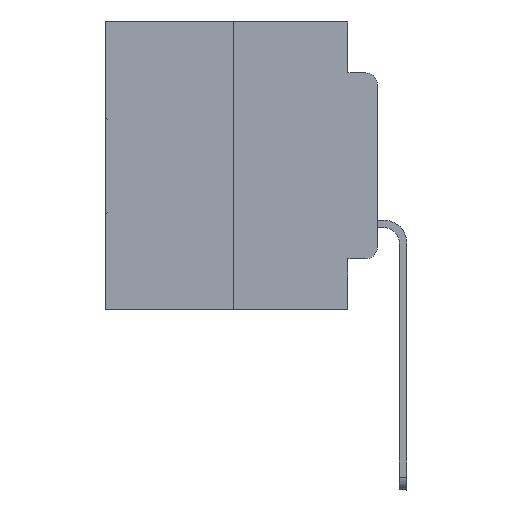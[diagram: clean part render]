
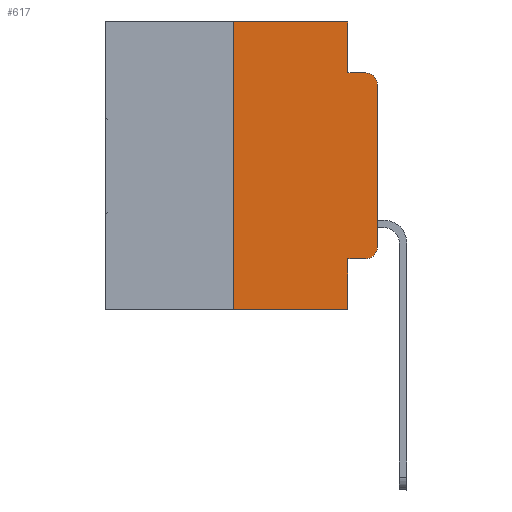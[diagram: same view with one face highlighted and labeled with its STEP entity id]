
A CAD part, left-side view. The second image highlights one B-rep face of the part: STEP entity #617.
In plain terms, the highlighted planar face has unit normal (-1, 0, 0).
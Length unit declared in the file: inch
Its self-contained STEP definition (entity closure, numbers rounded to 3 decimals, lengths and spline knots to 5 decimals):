
#613 = EDGE_CURVE ( 'NONE', #26015, #13952, #19786, .T. ) ;
#617 = ADVANCED_FACE ( 'NONE', ( #16972 ), #5681, .F. ) ;
#1028 = CARTESIAN_POINT ( 'NONE',  ( 0., 0., 0. ) ) ;
#1213 = EDGE_CURVE ( 'NONE', #12543, #12897, #27635, .T. ) ;
#1536 = EDGE_LOOP ( 'NONE', ( #5892, #29680, #10031, #29241, #26949, #8392, #25970, #24732, #17039, #24410 ) ) ;
#1638 = AXIS2_PLACEMENT_3D ( 'NONE', #17605, #15129, #7866 ) ;
#1706 = DIRECTION ( 'NONE',  ( 0., 0., -1. ) ) ;
#1899 = VECTOR ( 'NONE', #27250, 39.37008 ) ;
#2145 = CIRCLE ( 'NONE', #1638, 0.02 ) ;
#2249 = DIRECTION ( 'NONE',  ( 0., -1., 0. ) ) ;
#2406 = VECTOR ( 'NONE', #19780, 39.37008 ) ;
#2732 = LINE ( 'NONE', #14490, #2406 ) ;
#2826 = VERTEX_POINT ( 'NONE', #9570 ) ;
#3155 = VERTEX_POINT ( 'NONE', #18810 ) ;
#3365 = DIRECTION ( 'NONE',  ( 0., 0., -1. ) ) ;
#3934 = AXIS2_PLACEMENT_3D ( 'NONE', #15114, #28798, #17589 ) ;
#4355 = CARTESIAN_POINT ( 'NONE',  ( 0., 0.02, -0.1085 ) ) ;
#5681 = PLANE ( 'NONE',  #3934 ) ;
#5735 = EDGE_CURVE ( 'NONE', #2826, #12897, #2732, .T. ) ;
#5819 = CARTESIAN_POINT ( 'NONE',  ( 0., 0.473, -0.5 ) ) ;
#5892 = ORIENTED_EDGE ( 'NONE', *, *, #17574, .T. ) ;
#5946 = VERTEX_POINT ( 'NONE', #10458 ) ;
#6146 = DIRECTION ( 'NONE',  ( 0., 0., 1. ) ) ;
#7235 = EDGE_CURVE ( 'NONE', #12605, #13952, #22263, .T. ) ;
#7278 = CARTESIAN_POINT ( 'NONE',  ( 0., 0.25, -0.5 ) ) ;
#7405 = LINE ( 'NONE', #24146, #18714 ) ;
#7708 = DIRECTION ( 'NONE',  ( 0., -1., 0. ) ) ;
#7866 = DIRECTION ( 'NONE',  ( 0., 0., -1. ) ) ;
#8113 = VERTEX_POINT ( 'NONE', #27310 ) ;
#8392 = ORIENTED_EDGE ( 'NONE', *, *, #24662, .F. ) ;
#9132 = CARTESIAN_POINT ( 'NONE',  ( 0., 0.051, 0. ) ) ;
#9570 = CARTESIAN_POINT ( 'NONE',  ( 0., 0.051, -0.0885 ) ) ;
#10031 = ORIENTED_EDGE ( 'NONE', *, *, #5735, .F. ) ;
#10458 = CARTESIAN_POINT ( 'NONE',  ( 0., 0.051, 0. ) ) ;
#10932 = LINE ( 'NONE', #13103, #13051 ) ;
#12103 = VERTEX_POINT ( 'NONE', #24214 ) ;
#12543 = VERTEX_POINT ( 'NONE', #23408 ) ;
#12605 = VERTEX_POINT ( 'NONE', #7278 ) ;
#12833 = CARTESIAN_POINT ( 'NONE',  ( 0., 0.051, -0.5 ) ) ;
#12897 = VERTEX_POINT ( 'NONE', #22918 ) ;
#13051 = VECTOR ( 'NONE', #6146, 39.37008 ) ;
#13103 = CARTESIAN_POINT ( 'NONE',  ( 0., 0.25, 0. ) ) ;
#13952 = VERTEX_POINT ( 'NONE', #12833 ) ;
#14164 = LINE ( 'NONE', #23650, #15044 ) ;
#14349 = EDGE_CURVE ( 'NONE', #5946, #2826, #28227, .T. ) ;
#14490 = CARTESIAN_POINT ( 'NONE',  ( 0., 0.051, -0.0885 ) ) ;
#15044 = VECTOR ( 'NONE', #2249, 39.37008 ) ;
#15114 = CARTESIAN_POINT ( 'NONE',  ( 0., 0.473, 0. ) ) ;
#15129 = DIRECTION ( 'NONE',  ( -1., 0., 0. ) ) ;
#15721 = LINE ( 'NONE', #1028, #1899 ) ;
#16208 = AXIS2_PLACEMENT_3D ( 'NONE', #4355, #28078, #29937 ) ;
#16234 = EDGE_CURVE ( 'NONE', #12103, #5946, #7405, .T. ) ;
#16801 = CARTESIAN_POINT ( 'NONE',  ( 0., 0.051, -0.4115 ) ) ;
#16972 = FACE_OUTER_BOUND ( 'NONE', #1536, .T. ) ;
#17039 = ORIENTED_EDGE ( 'NONE', *, *, #29200, .T. ) ;
#17574 = EDGE_CURVE ( 'NONE', #3155, #12543, #15721, .T. ) ;
#17589 = DIRECTION ( 'NONE',  ( 0., 0., -1. ) ) ;
#17605 = CARTESIAN_POINT ( 'NONE',  ( 0., 0.02, -0.3915 ) ) ;
#18714 = VECTOR ( 'NONE', #7708, 39.37008 ) ;
#18810 = CARTESIAN_POINT ( 'NONE',  ( 0., 0., -0.3915 ) ) ;
#19780 = DIRECTION ( 'NONE',  ( 0., -1., 0. ) ) ;
#19786 = LINE ( 'NONE', #26788, #25679 ) ;
#22263 = LINE ( 'NONE', #5819, #29235 ) ;
#22918 = CARTESIAN_POINT ( 'NONE',  ( 0., 0.02, -0.0885 ) ) ;
#23408 = CARTESIAN_POINT ( 'NONE',  ( 0., 0., -0.1085 ) ) ;
#23650 = CARTESIAN_POINT ( 'NONE',  ( 0., 0.051, -0.4115 ) ) ;
#24146 = CARTESIAN_POINT ( 'NONE',  ( 0., 0.473, 0. ) ) ;
#24214 = CARTESIAN_POINT ( 'NONE',  ( 0., 0.25, 0. ) ) ;
#24410 = ORIENTED_EDGE ( 'NONE', *, *, #24428, .T. ) ;
#24428 = EDGE_CURVE ( 'NONE', #8113, #3155, #2145, .T. ) ;
#24662 = EDGE_CURVE ( 'NONE', #12605, #12103, #10932, .T. ) ;
#24732 = ORIENTED_EDGE ( 'NONE', *, *, #613, .F. ) ;
#25679 = VECTOR ( 'NONE', #3365, 39.37008 ) ;
#25970 = ORIENTED_EDGE ( 'NONE', *, *, #7235, .T. ) ;
#26015 = VERTEX_POINT ( 'NONE', #16801 ) ;
#26090 = VECTOR ( 'NONE', #1706, 39.37008 ) ;
#26788 = CARTESIAN_POINT ( 'NONE',  ( 0., 0.051, 0. ) ) ;
#26949 = ORIENTED_EDGE ( 'NONE', *, *, #16234, .F. ) ;
#27250 = DIRECTION ( 'NONE',  ( 0., 0., 1. ) ) ;
#27310 = CARTESIAN_POINT ( 'NONE',  ( 0., 0.02, -0.4115 ) ) ;
#27635 = CIRCLE ( 'NONE', #16208, 0.02 ) ;
#28078 = DIRECTION ( 'NONE',  ( -1., 0., 0. ) ) ;
#28227 = LINE ( 'NONE', #9132, #26090 ) ;
#28798 = DIRECTION ( 'NONE',  ( 1., 0., 0. ) ) ;
#29200 = EDGE_CURVE ( 'NONE', #26015, #8113, #14164, .T. ) ;
#29235 = VECTOR ( 'NONE', #29393, 39.37008 ) ;
#29241 = ORIENTED_EDGE ( 'NONE', *, *, #14349, .F. ) ;
#29393 = DIRECTION ( 'NONE',  ( 0., -1., 0. ) ) ;
#29680 = ORIENTED_EDGE ( 'NONE', *, *, #1213, .T. ) ;
#29937 = DIRECTION ( 'NONE',  ( 0., 0., -1. ) ) ;
